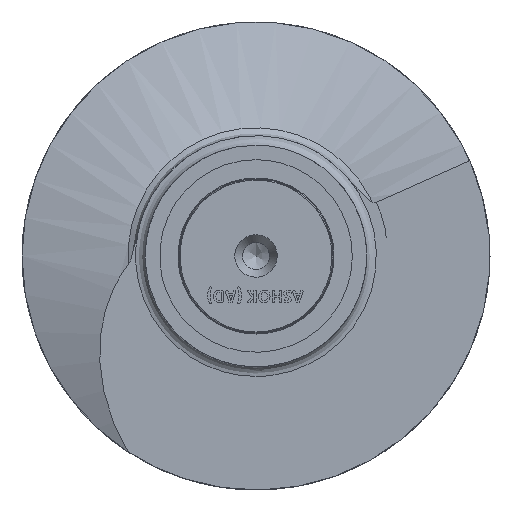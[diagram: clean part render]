
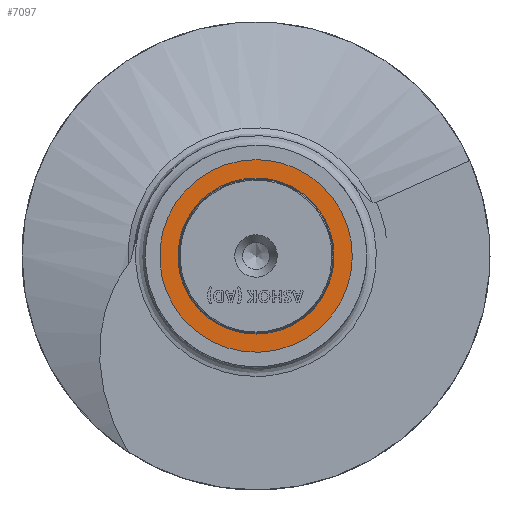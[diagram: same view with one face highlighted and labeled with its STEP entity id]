
A CAD part, left-side view. The second image highlights one B-rep face of the part: STEP entity #7097.
In plain terms, the highlighted free-form (B-spline) face has degree [1, 1] with [2, 2] control points.
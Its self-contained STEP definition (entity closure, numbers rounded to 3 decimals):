
#7058 = VERTEX_POINT('',#7059);
#7059 = CARTESIAN_POINT('',(77.83,0.,39.774));
#7064 = EDGE_CURVE('',#7058,#7058,#7065,.T.);
#7065 = ( BOUNDED_CURVE() B_SPLINE_CURVE(2,(#7066,#7067,#7068,#7069,
#7070,#7071,#7072),.UNSPECIFIED.,.T.,.F.) B_SPLINE_CURVE_WITH_KNOTS((1,2
    ,2,2,2,1),(-2.094,0.,2.094,4.189,
6.283,8.378),.UNSPECIFIED.) CURVE() 
GEOMETRIC_REPRESENTATION_ITEM() RATIONAL_B_SPLINE_CURVE((1.,0.5,1.,0.5,
1.,0.5,1.)) REPRESENTATION_ITEM('') );
#7066 = CARTESIAN_POINT('',(77.83,0.,39.774));
#7067 = CARTESIAN_POINT('',(77.83,68.891,
    39.774));
#7068 = CARTESIAN_POINT('',(77.83,34.446,
    -19.887));
#7069 = CARTESIAN_POINT('',(77.83,0.,
    -79.549));
#7070 = CARTESIAN_POINT('',(77.83,-34.446,
    -19.887));
#7071 = CARTESIAN_POINT('',(77.83,-68.891,
    39.774));
#7072 = CARTESIAN_POINT('',(77.83,0.,39.774));
#7097 = ADVANCED_FACE('',(#7098,#7101),#7115,.F.);
#7098 = FACE_BOUND('',#7099,.T.);
#7099 = EDGE_LOOP('',(#7100));
#7100 = ORIENTED_EDGE('',*,*,#7064,.F.);
#7101 = FACE_BOUND('',#7102,.T.);
#7102 = EDGE_LOOP('',(#7103));
#7103 = ORIENTED_EDGE('',*,*,#7104,.T.);
#7104 = EDGE_CURVE('',#7105,#7105,#7107,.T.);
#7105 = VERTEX_POINT('',#7106);
#7106 = CARTESIAN_POINT('',(77.83,0.,49.104));
#7107 = ( BOUNDED_CURVE() B_SPLINE_CURVE(2,(#7108,#7109,#7110,#7111,
#7112,#7113,#7114),.UNSPECIFIED.,.T.,.F.) B_SPLINE_CURVE_WITH_KNOTS((1,2
    ,2,2,2,1),(-2.094,0.,2.094,4.189,
6.283,8.378),.UNSPECIFIED.) CURVE() 
GEOMETRIC_REPRESENTATION_ITEM() RATIONAL_B_SPLINE_CURVE((1.,0.5,1.,0.5,
1.,0.5,1.)) REPRESENTATION_ITEM('') );
#7108 = CARTESIAN_POINT('',(77.83,0.,49.104));
#7109 = CARTESIAN_POINT('',(77.83,85.051,
    49.104));
#7110 = CARTESIAN_POINT('',(77.83,42.525,
    -24.552));
#7111 = CARTESIAN_POINT('',(77.83,0.,
    -98.208));
#7112 = CARTESIAN_POINT('',(77.83,-42.525,
    -24.552));
#7113 = CARTESIAN_POINT('',(77.83,-85.051,
    49.104));
#7114 = CARTESIAN_POINT('',(77.83,0.,49.104));
#7115 = B_SPLINE_SURFACE_WITH_KNOTS('',1,1,(
    (#7116,#7117)
    ,(#7118,#7119
    )),.UNSPECIFIED.,.F.,.F.,.F.,(2,2),(2,2),(-50.,50.),(-90.5,9.5),
  .PIECEWISE_BEZIER_KNOTS.);
#7116 = CARTESIAN_POINT('',(77.83,-49.104,
    49.104));
#7117 = CARTESIAN_POINT('',(77.83,49.104,
    49.104));
#7118 = CARTESIAN_POINT('',(77.83,-49.104,
    -49.104));
#7119 = CARTESIAN_POINT('',(77.83,49.104,
    -49.104));
